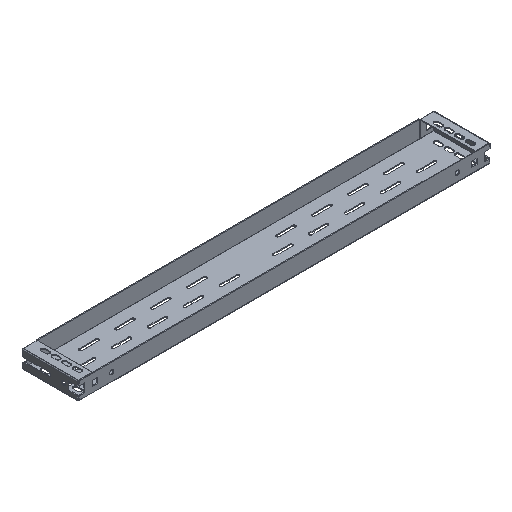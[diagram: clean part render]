
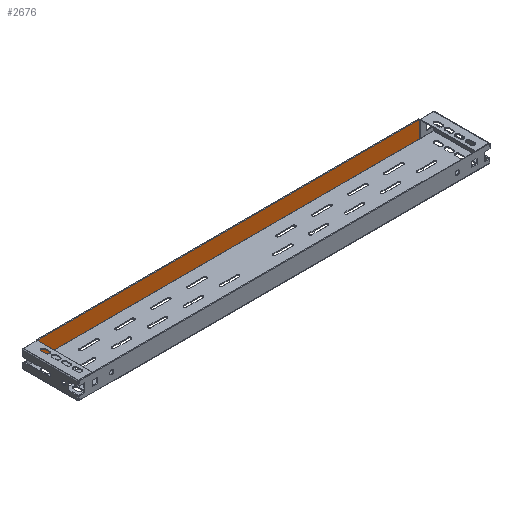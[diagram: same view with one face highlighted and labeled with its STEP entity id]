
A CAD part, isometric view. The second image highlights one B-rep face of the part: STEP entity #2676.
In plain terms, the highlighted planar face has unit normal (0, -1, 0).
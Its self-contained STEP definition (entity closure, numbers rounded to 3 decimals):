
#120 = ORIENTED_EDGE ( 'NONE', *, *, #10451, .F. ) ;
#121 = ORIENTED_EDGE ( 'NONE', *, *, #10454, .F. ) ;
#122 = ORIENTED_EDGE ( 'NONE', *, *, #10459, .F. ) ;
#123 = ORIENTED_EDGE ( 'NONE', *, *, #10455, .F. ) ;
#1024 = AXIS2_PLACEMENT_3D ( 'NONE', #9114, #9126, #9127 ) ;
#1902 = VECTOR ( 'NONE', #7697, 1000. ) ;
#1969 = VECTOR ( 'NONE', #7716, 1000. ) ;
#2001 = VECTOR ( 'NONE', #7700, 1000. ) ;
#2120 = VECTOR ( 'NONE', #7688, 1000. ) ;
#2676 = ADVANCED_FACE ( 'NONE', ( #9123 ), #9124, .T. ) ;
#4679 = VERTEX_POINT ( 'NONE', #6903 ) ;
#4687 = VERTEX_POINT ( 'NONE', #6911 ) ;
#4696 = VERTEX_POINT ( 'NONE', #6920 ) ;
#4699 = VERTEX_POINT ( 'NONE', #6923 ) ;
#5061 = EDGE_LOOP ( 'NONE', ( #120, #121, #122, #123 ) ) ;
#6903 = CARTESIAN_POINT ( 'NONE',  ( -324., 46.75, 0.1 ) ) ;
#6911 = CARTESIAN_POINT ( 'NONE',  ( 324., 46.75, 0.1 ) ) ;
#6920 = CARTESIAN_POINT ( 'NONE',  ( -324., 46.75, 28.5 ) ) ;
#6923 = CARTESIAN_POINT ( 'NONE',  ( 324., 46.75, 28.5 ) ) ;
#7681 = LINE ( 'NONE', #7687, #2120 ) ;
#7687 = CARTESIAN_POINT ( 'NONE',  ( 324., 46.75, 0.1 ) ) ;
#7688 = DIRECTION ( 'NONE',  ( -1., 0., 0. ) ) ;
#7695 = LINE ( 'NONE', #7696, #1902 ) ;
#7696 = CARTESIAN_POINT ( 'NONE',  ( 324., 46.75, 28.5 ) ) ;
#7697 = DIRECTION ( 'NONE',  ( 0., 0., -1. ) ) ;
#7698 = LINE ( 'NONE', #7699, #2001 ) ;
#7699 = CARTESIAN_POINT ( 'NONE',  ( -324., 46.75, 28.5 ) ) ;
#7700 = DIRECTION ( 'NONE',  ( 0., 0., 1. ) ) ;
#7711 = LINE ( 'NONE', #7714, #1969 ) ;
#7714 = CARTESIAN_POINT ( 'NONE',  ( 324., 46.75, 28.5 ) ) ;
#7716 = DIRECTION ( 'NONE',  ( 1., 0., 0. ) ) ;
#9114 = CARTESIAN_POINT ( 'NONE',  ( -324., 46.75, 28.5 ) ) ;
#9123 = FACE_OUTER_BOUND ( 'NONE', #5061, .T. ) ;
#9124 = PLANE ( 'NONE',  #1024 ) ;
#9126 = DIRECTION ( 'NONE',  ( 0., -1., 0. ) ) ;
#9127 = DIRECTION ( 'NONE',  ( 0., 0., -1. ) ) ;
#10451 = EDGE_CURVE ( 'NONE', #4687, #4679, #7681, .T. ) ;
#10454 = EDGE_CURVE ( 'NONE', #4699, #4687, #7695, .T. ) ;
#10455 = EDGE_CURVE ( 'NONE', #4679, #4696, #7698, .T. ) ;
#10459 = EDGE_CURVE ( 'NONE', #4696, #4699, #7711, .T. ) ;
